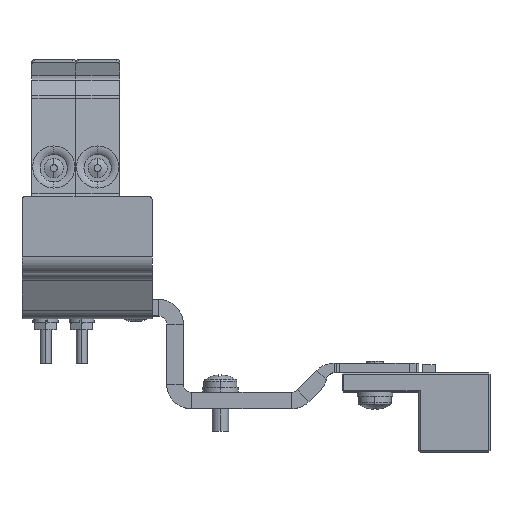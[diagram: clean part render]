
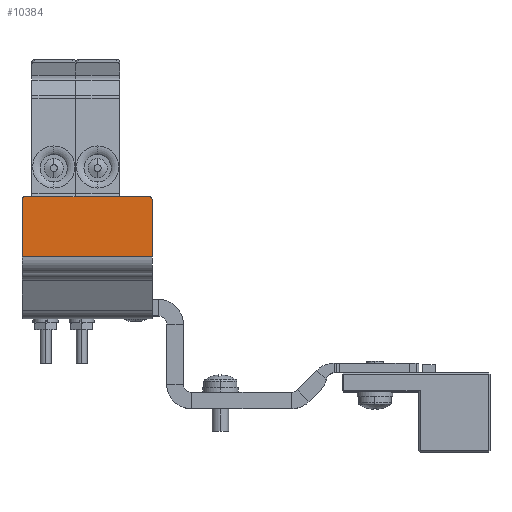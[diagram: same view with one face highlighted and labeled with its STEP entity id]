
A CAD part, top view. The second image highlights one B-rep face of the part: STEP entity #10384.
In plain terms, the highlighted face is planar.
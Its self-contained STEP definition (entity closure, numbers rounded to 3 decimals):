
#533 = LINE ( 'NONE', #1223, #6486 ) ;
#534 = DIRECTION ( 'NONE',  ( 0., -1., 0. ) ) ;
#926 = DIRECTION ( 'NONE',  ( 0., 0., -1. ) ) ;
#1223 = CARTESIAN_POINT ( 'NONE',  ( -23.75, -1.06, 14. ) ) ;
#1644 = EDGE_LOOP ( 'NONE', ( #11319, #9987, #10632, #2240, #15888, #13297 ) ) ;
#1657 = CARTESIAN_POINT ( 'NONE',  ( 22.75, -1.06, -14. ) ) ;
#1768 = EDGE_CURVE ( 'NONE', #14294, #10612, #5418, .T. ) ;
#2077 = DIRECTION ( 'NONE',  ( 0., -1., 0. ) ) ;
#2240 = ORIENTED_EDGE ( 'NONE', *, *, #14707, .T. ) ;
#2592 = CARTESIAN_POINT ( 'NONE',  ( -23.75, -1.06, -13. ) ) ;
#2732 = AXIS2_PLACEMENT_3D ( 'NONE', #8139, #534, #9436 ) ;
#3136 = DIRECTION ( 'NONE',  ( 0., 0., -1. ) ) ;
#4432 = CIRCLE ( 'NONE', #8317, 1. ) ;
#4663 = CARTESIAN_POINT ( 'NONE',  ( 23.75, -1.06, 7.94 ) ) ;
#5052 = AXIS2_PLACEMENT_3D ( 'NONE', #15145, #7407, #10106 ) ;
#5179 = DIRECTION ( 'NONE',  ( -1., 0., 0. ) ) ;
#5313 = CARTESIAN_POINT ( 'NONE',  ( -23.75, -1.06, -14. ) ) ;
#5351 = VERTEX_POINT ( 'NONE', #13395 ) ;
#5418 = LINE ( 'NONE', #5313, #7203 ) ;
#6363 = CARTESIAN_POINT ( 'NONE',  ( 23.75, -1.06, 7.94 ) ) ;
#6415 = LINE ( 'NONE', #9498, #8206 ) ;
#6486 = VECTOR ( 'NONE', #7593, 1000. ) ;
#6489 = CARTESIAN_POINT ( 'NONE',  ( 23.75, -1.06, -13. ) ) ;
#7183 = CARTESIAN_POINT ( 'NONE',  ( -22.75, -1.06, -13. ) ) ;
#7203 = VECTOR ( 'NONE', #8883, 1000. ) ;
#7407 = DIRECTION ( 'NONE',  ( 0., -1., 0. ) ) ;
#7593 = DIRECTION ( 'NONE',  ( 0., 0., 1. ) ) ;
#8139 = CARTESIAN_POINT ( 'NONE',  ( 22.75, -1.06, -13. ) ) ;
#8206 = VECTOR ( 'NONE', #3136, 1000. ) ;
#8296 = CARTESIAN_POINT ( 'NONE',  ( -22.75, -1.06, -14. ) ) ;
#8317 = AXIS2_PLACEMENT_3D ( 'NONE', #7183, #2077, #926 ) ;
#8535 = EDGE_CURVE ( 'NONE', #11535, #5351, #9636, .T. ) ;
#8586 = PLANE ( 'NONE',  #5052 ) ;
#8883 = DIRECTION ( 'NONE',  ( -1., 0., 0. ) ) ;
#9436 = DIRECTION ( 'NONE',  ( 0., 0., -1. ) ) ;
#9498 = CARTESIAN_POINT ( 'NONE',  ( 23.75, -1.06, 14. ) ) ;
#9636 = LINE ( 'NONE', #6363, #11228 ) ;
#9987 = ORIENTED_EDGE ( 'NONE', *, *, #16399, .T. ) ;
#10106 = DIRECTION ( 'NONE',  ( 0., 0., -1. ) ) ;
#10384 = ADVANCED_FACE ( 'NONE', ( #10571 ), #8586, .T. ) ;
#10571 = FACE_OUTER_BOUND ( 'NONE', #1644, .T. ) ;
#10612 = VERTEX_POINT ( 'NONE', #8296 ) ;
#10632 = ORIENTED_EDGE ( 'NONE', *, *, #1768, .F. ) ;
#11228 = VECTOR ( 'NONE', #5179, 1000. ) ;
#11319 = ORIENTED_EDGE ( 'NONE', *, *, #12873, .F. ) ;
#11535 = VERTEX_POINT ( 'NONE', #4663 ) ;
#12873 = EDGE_CURVE ( 'NONE', #15924, #5351, #533, .T. ) ;
#13297 = ORIENTED_EDGE ( 'NONE', *, *, #8535, .T. ) ;
#13395 = CARTESIAN_POINT ( 'NONE',  ( -23.75, -1.06, 7.94 ) ) ;
#14162 = VERTEX_POINT ( 'NONE', #6489 ) ;
#14294 = VERTEX_POINT ( 'NONE', #1657 ) ;
#14707 = EDGE_CURVE ( 'NONE', #14294, #14162, #14876, .T. ) ;
#14876 = CIRCLE ( 'NONE', #2732, 1. ) ;
#15145 = CARTESIAN_POINT ( 'NONE',  ( 0., -1.06, 0. ) ) ;
#15888 = ORIENTED_EDGE ( 'NONE', *, *, #16347, .F. ) ;
#15924 = VERTEX_POINT ( 'NONE', #2592 ) ;
#16347 = EDGE_CURVE ( 'NONE', #11535, #14162, #6415, .T. ) ;
#16399 = EDGE_CURVE ( 'NONE', #15924, #10612, #4432, .T. ) ;
